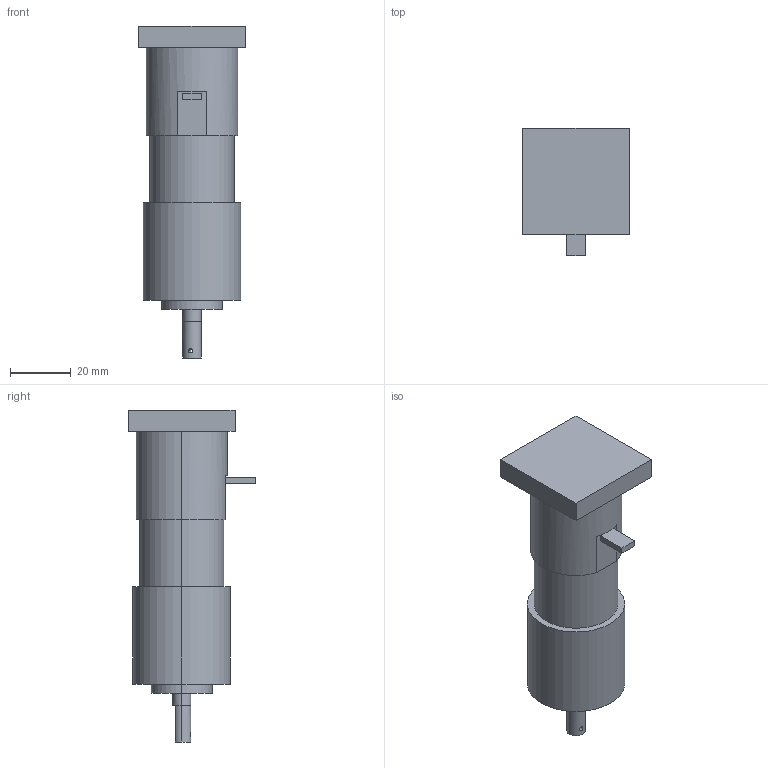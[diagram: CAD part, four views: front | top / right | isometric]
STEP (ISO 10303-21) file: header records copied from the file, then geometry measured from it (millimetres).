
FILE_DESCRIPTION (( 'STEP AP203' ), '1' );
FILE_NAME ('IG-32.STEP', '2022-02-24T13:15:14', ( '' ), ( '' ), 'SwSTEP 2.0', 'SolidWorks 2020', '' );
FILE_SCHEMA (( 'CONFIG_CONTROL_DESIGN' ));
Length unit declared in the file: millimetre
Products named in the file (1): IG-32
Bounding box: 35 x 41.75 x 109 mm (x, y, z)
Volume: 69358.1 mm3; surface area: 12355 mm2
Topology: 1 solids, 1 shells, 35 faces, 77 edges, 50 vertices
Faces by surface type: plane 20, cylinder 15
Entity records: 1107 total; most frequent: CARTESIAN_POINT 237, DIRECTION 168, ORIENTED_EDGE 154, EDGE_CURVE 77, AXIS2_PLACEMENT_3D 61, VERTEX_POINT 50, LINE 46, VECTOR 46
